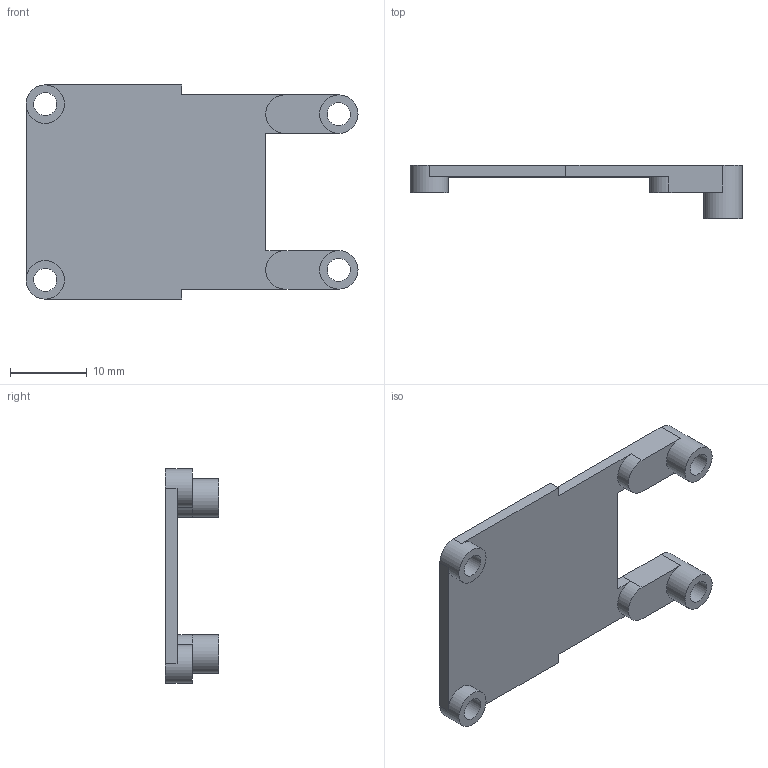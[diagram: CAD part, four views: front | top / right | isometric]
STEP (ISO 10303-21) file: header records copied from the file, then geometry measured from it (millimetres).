
FILE_DESCRIPTION(/* description */ (''),/* implementation_level */ '2;1');
FILE_NAME(/* name */ 'EyepieceBack 2.0 V1 v4.step',/* time_stamp */ '2025-09-29T15:54:59-04:00',/* author */ (''),/* organization */ (''),/* preprocessor_version */ 'ST-DEVELOPER v20.1',/* originating_system */ 'Autodesk Translation Framework v14.17.0.0',/* authorisation */ '');
FILE_SCHEMA (('AUTOMOTIVE_DESIGN { 1 0 10303 214 3 1 1 }'));
Length unit declared in the file: millimetre
Products named in the file (1): EyepieceBack 2.0 V1
Bounding box: 43.18 x 6.9 x 27.86 mm (x, y, z)
Volume: 1712 mm3; surface area: 2572 mm2
Topology: 1 solids, 1 shells, 29 faces, 80 edges, 53 vertices
Faces by surface type: plane 18, cylinder 11
Full cylindrical faces by diameter (mm): 3 x4, 5 x4
Entity records: 984 total; most frequent: DIRECTION 169, CARTESIAN_POINT 163, ORIENTED_EDGE 160, EDGE_CURVE 80, AXIS2_PLACEMENT_3D 59, VERTEX_POINT 53, LINE 51, VECTOR 51
